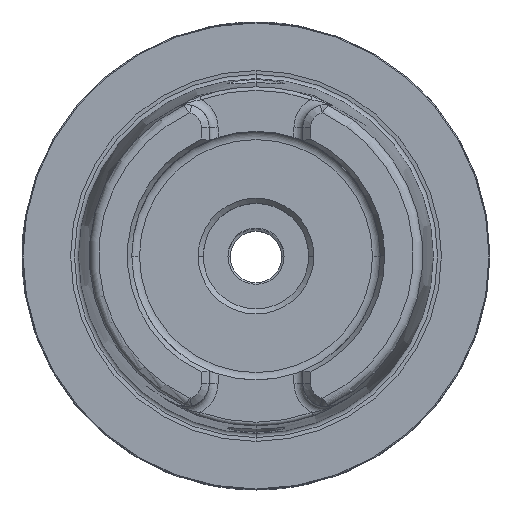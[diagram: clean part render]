
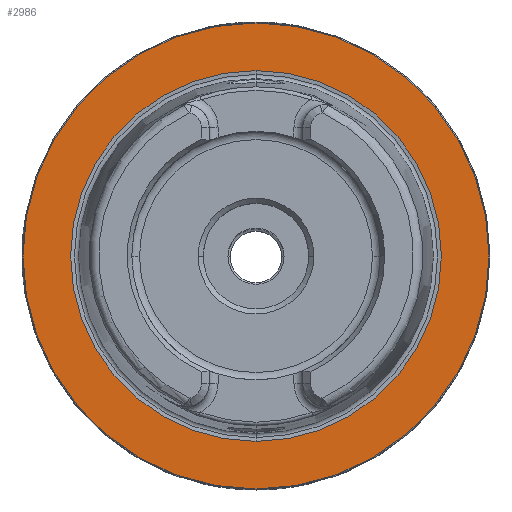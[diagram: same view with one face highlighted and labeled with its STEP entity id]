
A CAD part, top view. The second image highlights one B-rep face of the part: STEP entity #2986.
In plain terms, the highlighted planar face has unit normal (0, 0, 1).
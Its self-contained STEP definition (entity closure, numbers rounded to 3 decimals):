
#149 = EDGE_CURVE ( 'NONE', #8505, #8924, #8858, .T. ) ;
#360 = DIRECTION ( 'NONE',  ( 0., 1., 0. ) ) ;
#745 = DIRECTION ( 'NONE',  ( 0., -1., 0. ) ) ;
#787 = ORIENTED_EDGE ( 'NONE', *, *, #10596, .T. ) ;
#826 = CARTESIAN_POINT ( 'NONE',  ( 0., 0., 0. ) ) ;
#1252 = VERTEX_POINT ( 'NONE', #4869 ) ;
#1581 = AXIS2_PLACEMENT_3D ( 'NONE', #10751, #5538, #360 ) ;
#1630 = DIRECTION ( 'NONE',  ( 0., 0., -1. ) ) ;
#1714 = DIRECTION ( 'NONE',  ( 0., -1., 0. ) ) ;
#2891 = ORIENTED_EDGE ( 'NONE', *, *, #149, .T. ) ;
#2986 = ADVANCED_FACE ( 'NONE', ( #5181, #7493 ), #3095, .T. ) ;
#3095 = PLANE ( 'NONE',  #10775 ) ;
#3117 = EDGE_CURVE ( 'NONE', #7430, #1252, #6143, .T. ) ;
#3183 = EDGE_CURVE ( 'NONE', #1252, #7430, #3284, .T. ) ;
#3284 = CIRCLE ( 'NONE', #8228, 49.765 ) ;
#3331 = CARTESIAN_POINT ( 'NONE',  ( 0., 0., 0. ) ) ;
#3520 = EDGE_LOOP ( 'NONE', ( #787, #2891 ) ) ;
#3786 = AXIS2_PLACEMENT_3D ( 'NONE', #3331, #1630, #8235 ) ;
#4372 = CARTESIAN_POINT ( 'NONE',  ( 0., -39.59, 0. ) ) ;
#4663 = CARTESIAN_POINT ( 'NONE',  ( 0., 49.765, 0. ) ) ;
#4718 = EDGE_LOOP ( 'NONE', ( #6366, #6290 ) ) ;
#4733 = AXIS2_PLACEMENT_3D ( 'NONE', #11153, #5941, #745 ) ;
#4869 = CARTESIAN_POINT ( 'NONE',  ( 0., -49.765, 0. ) ) ;
#4874 = CARTESIAN_POINT ( 'NONE',  ( 0., 49.965, 0. ) ) ;
#5181 = FACE_OUTER_BOUND ( 'NONE', #4718, .T. ) ;
#5538 = DIRECTION ( 'NONE',  ( 0., 0., -1. ) ) ;
#5743 = DIRECTION ( 'NONE',  ( 0., -1., 0. ) ) ;
#5941 = DIRECTION ( 'NONE',  ( 0., 0., 1. ) ) ;
#6143 = CIRCLE ( 'NONE', #4733, 49.765 ) ;
#6290 = ORIENTED_EDGE ( 'NONE', *, *, #3117, .T. ) ;
#6366 = ORIENTED_EDGE ( 'NONE', *, *, #3183, .T. ) ;
#6890 = DIRECTION ( 'NONE',  ( 0., 0., 1. ) ) ;
#7430 = VERTEX_POINT ( 'NONE', #4663 ) ;
#7493 = FACE_BOUND ( 'NONE', #3520, .T. ) ;
#8154 = CIRCLE ( 'NONE', #1581, 39.59 ) ;
#8228 = AXIS2_PLACEMENT_3D ( 'NONE', #826, #6890, #1714 ) ;
#8235 = DIRECTION ( 'NONE',  ( 0., 1., 0. ) ) ;
#8263 = CARTESIAN_POINT ( 'NONE',  ( 0., 39.59, 0. ) ) ;
#8505 = VERTEX_POINT ( 'NONE', #8263 ) ;
#8858 = CIRCLE ( 'NONE', #3786, 39.59 ) ;
#8924 = VERTEX_POINT ( 'NONE', #4372 ) ;
#10596 = EDGE_CURVE ( 'NONE', #8924, #8505, #8154, .T. ) ;
#10751 = CARTESIAN_POINT ( 'NONE',  ( 0., 0., 0. ) ) ;
#10775 = AXIS2_PLACEMENT_3D ( 'NONE', #4874, #10953, #5743 ) ;
#10953 = DIRECTION ( 'NONE',  ( 0., 0., 1. ) ) ;
#11153 = CARTESIAN_POINT ( 'NONE',  ( 0., 0., 0. ) ) ;
